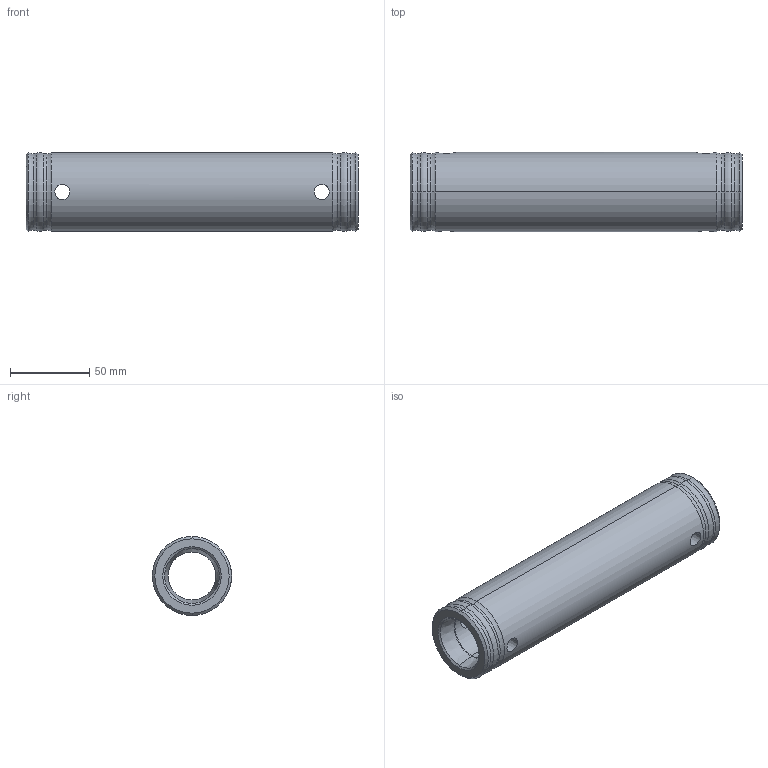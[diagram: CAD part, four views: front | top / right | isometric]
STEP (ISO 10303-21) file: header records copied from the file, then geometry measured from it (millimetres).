
FILE_DESCRIPTION(/* description */ ('210mm Female Truss Spacer'),/* implementation_level */ '2;1');
FILE_NAME(/* name */ 'EVT50A-S210.step',/* time_stamp */ '2024-01-22T13:32:23-08:00',/* author */ (''),/* organization */ (''),/* preprocessor_version */ 'ST-DEVELOPER v20',/* originating_system */ 'Autodesk Translation Framework v12.14.0.127',/* authorisation */ '');
FILE_SCHEMA (('AUTOMOTIVE_DESIGN { 1 0 10303 214 3 1 1 }'));
Length unit declared in the file: millimetre
Products named in the file (2): EVT50A-S210; EVT50A-S210_1
Assembly tree (1 placements, depth 2):
  EVT50A-S210
    EVT50A-S210_1
Bounding box: 210 x 50 x 50 mm (x, y, z)
Volume: 252008 mm3; surface area: 55502.3 mm2
Topology: 1 solids, 1 shells, 50 faces, 108 edges, 60 vertices
Faces by surface type: torus 24, cone 20, cylinder 4, plane 2
Entity records: 2003 total; most frequent: CARTESIAN_POINT 831, DIRECTION 266, ORIENTED_EDGE 216, AXIS2_PLACEMENT_3D 121, EDGE_CURVE 108, CIRCLE 68, EDGE_LOOP 60, VERTEX_POINT 60
